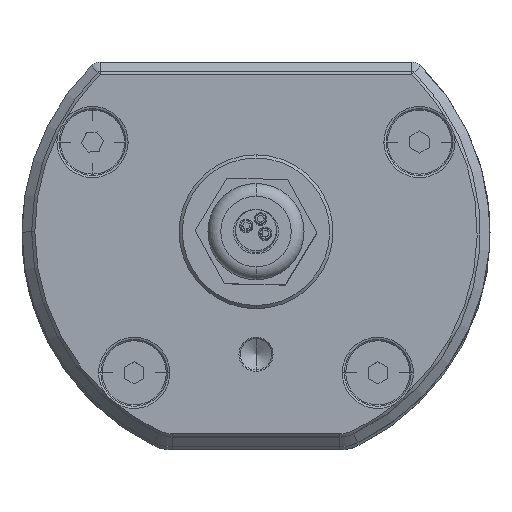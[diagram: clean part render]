
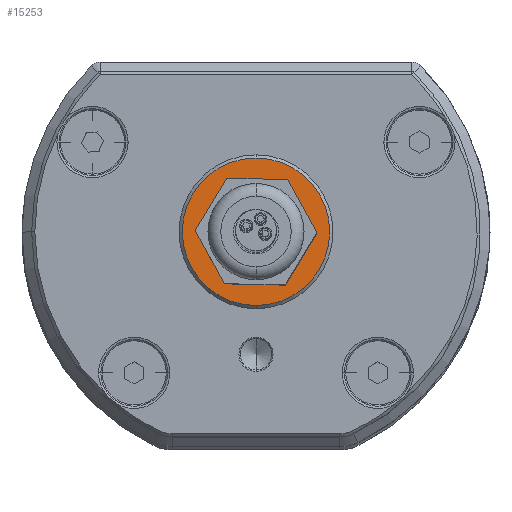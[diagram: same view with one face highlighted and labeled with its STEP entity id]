
A CAD part, top view. The second image highlights one B-rep face of the part: STEP entity #15253.
In plain terms, the highlighted planar face has unit normal (0, 0, 1).
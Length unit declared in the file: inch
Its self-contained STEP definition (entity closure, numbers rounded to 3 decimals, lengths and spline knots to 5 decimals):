
#83 = ORIENTED_EDGE ( 'NONE', *, *, #9951, .F. ) ;
#1068 = PLANE ( 'NONE',  #2404 ) ;
#1589 = VERTEX_POINT ( 'NONE', #12032 ) ;
#2404 = AXIS2_PLACEMENT_3D ( 'NONE', #15267, #6719, #18042 ) ;
#2456 = CIRCLE ( 'NONE', #16379, 0.45276 ) ;
#2481 = DIRECTION ( 'NONE',  ( 0., 0., -1. ) ) ;
#2747 = CIRCLE ( 'NONE', #4248, 0.31496 ) ;
#2996 = CARTESIAN_POINT ( 'NONE',  ( 0., 0., 0.1378 ) ) ;
#3003 = CIRCLE ( 'NONE', #10992, 0.45276 ) ;
#3748 = EDGE_LOOP ( 'NONE', ( #12797, #83 ) ) ;
#4248 = AXIS2_PLACEMENT_3D ( 'NONE', #13711, #2481, #9879 ) ;
#4657 = VERTEX_POINT ( 'NONE', #14426 ) ;
#5033 = ORIENTED_EDGE ( 'NONE', *, *, #6803, .T. ) ;
#5783 = CARTESIAN_POINT ( 'NONE',  ( 0., 0.31496, 0.1378 ) ) ;
#5843 = DIRECTION ( 'NONE',  ( 0., -1., 0. ) ) ;
#6719 = DIRECTION ( 'NONE',  ( 0., 0., 1. ) ) ;
#6803 = EDGE_CURVE ( 'NONE', #12106, #1589, #15822, .T. ) ;
#7625 = EDGE_CURVE ( 'NONE', #16609, #4657, #3003, .T. ) ;
#8384 = CARTESIAN_POINT ( 'NONE',  ( 0., 0.45276, 0.1378 ) ) ;
#8575 = CARTESIAN_POINT ( 'NONE',  ( 0., 0., 0.1378 ) ) ;
#9879 = DIRECTION ( 'NONE',  ( 0., -1., 0. ) ) ;
#9951 = EDGE_CURVE ( 'NONE', #4657, #16609, #2456, .T. ) ;
#10027 = EDGE_CURVE ( 'NONE', #1589, #12106, #2747, .T. ) ;
#10801 = FACE_OUTER_BOUND ( 'NONE', #3748, .T. ) ;
#10992 = AXIS2_PLACEMENT_3D ( 'NONE', #2996, #12924, #13107 ) ;
#11767 = DIRECTION ( 'NONE',  ( 0., 0., -1. ) ) ;
#12032 = CARTESIAN_POINT ( 'NONE',  ( 0., -0.31496, 0.1378 ) ) ;
#12106 = VERTEX_POINT ( 'NONE', #5783 ) ;
#12650 = DIRECTION ( 'NONE',  ( 0., 1., 0. ) ) ;
#12797 = ORIENTED_EDGE ( 'NONE', *, *, #7625, .F. ) ;
#12845 = AXIS2_PLACEMENT_3D ( 'NONE', #15855, #11767, #5843 ) ;
#12924 = DIRECTION ( 'NONE',  ( 0., 0., -1. ) ) ;
#13107 = DIRECTION ( 'NONE',  ( 0., 1., 0. ) ) ;
#13577 = FACE_BOUND ( 'NONE', #17587, .T. ) ;
#13711 = CARTESIAN_POINT ( 'NONE',  ( 0., 0., 0.1378 ) ) ;
#14426 = CARTESIAN_POINT ( 'NONE',  ( 0., -0.45276, 0.1378 ) ) ;
#15253 = ADVANCED_FACE ( 'NONE', ( #10801, #13577 ), #1068, .T. ) ;
#15267 = CARTESIAN_POINT ( 'NONE',  ( 0., 0., 0.1378 ) ) ;
#15632 = DIRECTION ( 'NONE',  ( 0., 0., -1. ) ) ;
#15822 = CIRCLE ( 'NONE', #12845, 0.31496 ) ;
#15855 = CARTESIAN_POINT ( 'NONE',  ( 0., 0., 0.1378 ) ) ;
#16154 = ORIENTED_EDGE ( 'NONE', *, *, #10027, .T. ) ;
#16379 = AXIS2_PLACEMENT_3D ( 'NONE', #8575, #15632, #12650 ) ;
#16609 = VERTEX_POINT ( 'NONE', #8384 ) ;
#17587 = EDGE_LOOP ( 'NONE', ( #16154, #5033 ) ) ;
#18042 = DIRECTION ( 'NONE',  ( 1., 0., 0. ) ) ;
